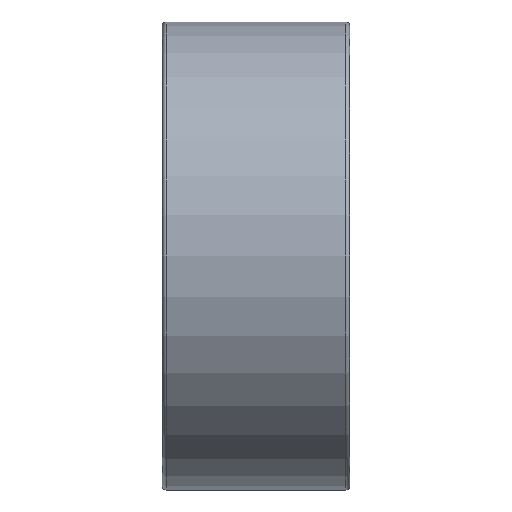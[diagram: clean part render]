
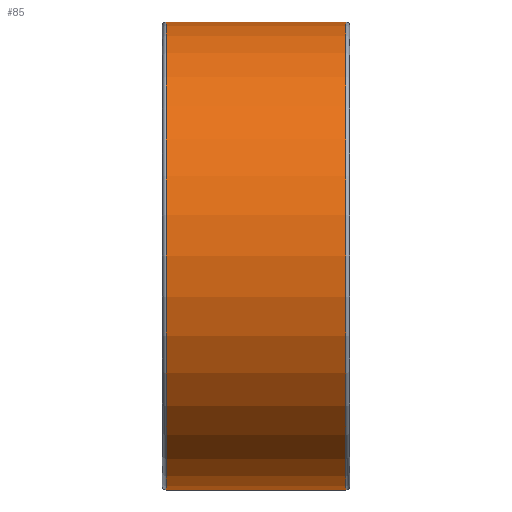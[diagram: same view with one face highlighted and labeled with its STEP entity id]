
A CAD part, front view. The second image highlights one B-rep face of the part: STEP entity #85.
In plain terms, the highlighted cylindrical face has radius 100 mm (diameter 200 mm), a partial arc.
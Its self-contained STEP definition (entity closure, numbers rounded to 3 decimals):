
#85=ADVANCED_FACE('',(#110),#111,.T.);
#110=FACE_OUTER_BOUND('',#139,.T.);
#111=CYLINDRICAL_SURFACE('',#140,100.0);
#139=EDGE_LOOP('',(#221,#222,#223,#224,#225,#226));
#140=AXIS2_PLACEMENT_3D('',#227,#228,#229);
#221=ORIENTED_EDGE('',*,*,#246,.T.);
#222=ORIENTED_EDGE('',*,*,#275,.F.);
#223=ORIENTED_EDGE('',*,*,#274,.F.);
#224=ORIENTED_EDGE('',*,*,#248,.T.);
#225=ORIENTED_EDGE('',*,*,#271,.T.);
#226=ORIENTED_EDGE('',*,*,#270,.T.);
#227=CARTESIAN_POINT('',(40.0,0.0,0.0));
#228=DIRECTION('',(-1.0,0.0,0.0));
#229=DIRECTION('',(0.0,0.0,-1.0));
#246=EDGE_CURVE('',#276,#277,#278,.T.);
#248=EDGE_CURVE('',#281,#279,#282,.T.);
#270=EDGE_CURVE('',#317,#276,#318,.T.);
#271=EDGE_CURVE('',#279,#317,#319,.T.);
#274=EDGE_CURVE('',#281,#323,#324,.T.);
#275=EDGE_CURVE('',#323,#277,#325,.T.);
#276=VERTEX_POINT('',#326);
#277=VERTEX_POINT('',#327);
#278=LINE('',#328,#329);
#279=VERTEX_POINT('',#330);
#281=VERTEX_POINT('',#332);
#282=LINE('',#333,#334);
#317=VERTEX_POINT('',#373);
#318=CIRCLE('',#374,100.0);
#319=CIRCLE('',#375,100.0);
#323=VERTEX_POINT('',#379);
#324=CIRCLE('',#380,100.0);
#325=CIRCLE('',#381,100.0);
#326=CARTESIAN_POINT('',(1.6,0.,-100.0));
#327=CARTESIAN_POINT('',(78.4,0.,-100.0));
#328=CARTESIAN_POINT('',(40.0,0.,-100.0));
#329=VECTOR('',#382,1.0);
#330=CARTESIAN_POINT('',(1.6,0.,100.0));
#332=CARTESIAN_POINT('',(78.4,0.,100.0));
#333=CARTESIAN_POINT('',(40.0,0.,100.0));
#334=VECTOR('',#386,1.0);
#373=CARTESIAN_POINT('',(1.6,-100.0,0.));
#374=AXIS2_PLACEMENT_3D('',#442,#443,#444);
#375=AXIS2_PLACEMENT_3D('',#445,#446,#447);
#379=CARTESIAN_POINT('',(78.4,-100.0,0.0));
#380=AXIS2_PLACEMENT_3D('',#454,#455,#456);
#381=AXIS2_PLACEMENT_3D('',#457,#458,#459);
#382=DIRECTION('',(1.0,0.0,0.0));
#386=DIRECTION('',(-1.0,0.0,0.0));
#442=CARTESIAN_POINT('',(1.6,0.,0.));
#443=DIRECTION('',(1.0,0.0,0.0));
#444=DIRECTION('',(0.0,0.0,-1.0));
#445=CARTESIAN_POINT('',(1.6,0.,0.));
#446=DIRECTION('',(1.0,0.0,0.0));
#447=DIRECTION('',(0.0,0.0,-1.0));
#454=CARTESIAN_POINT('',(78.4,0.,0.0));
#455=DIRECTION('',(1.0,0.0,0.0));
#456=DIRECTION('',(0.0,0.0,-1.0));
#457=CARTESIAN_POINT('',(78.4,0.,0.0));
#458=DIRECTION('',(1.0,0.0,0.0));
#459=DIRECTION('',(0.0,0.0,-1.0));
